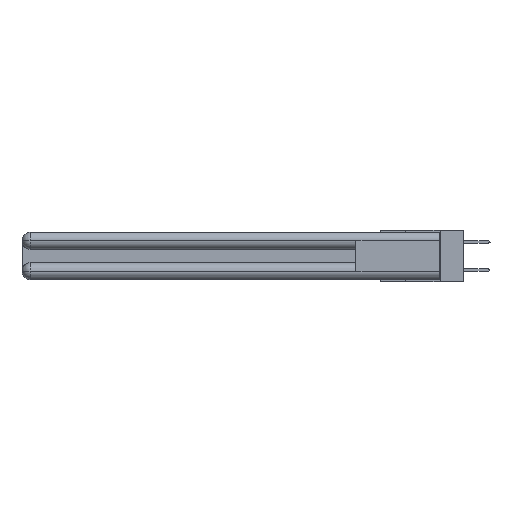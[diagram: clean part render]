
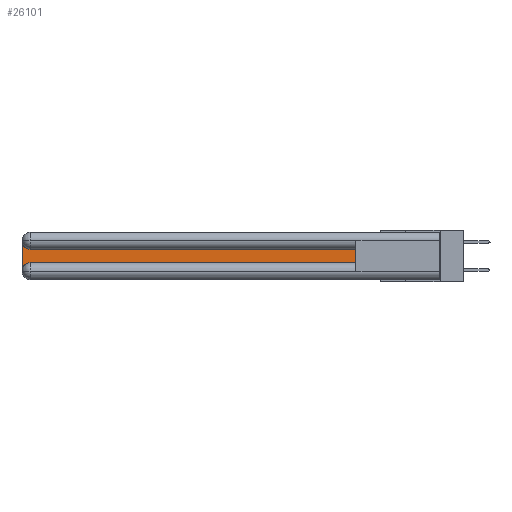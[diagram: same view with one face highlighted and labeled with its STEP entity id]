
A CAD part, left-side view. The second image highlights one B-rep face of the part: STEP entity #26101.
In plain terms, the highlighted planar face has unit normal (-1, 0, 0).
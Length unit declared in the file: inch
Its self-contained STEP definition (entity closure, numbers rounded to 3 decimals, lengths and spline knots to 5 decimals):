
#444 = LINE ( 'NONE', #17968, #28896 ) ;
#700 = VERTEX_POINT ( 'NONE', #29983 ) ;
#708 = VERTEX_POINT ( 'NONE', #3412 ) ;
#1371 = ORIENTED_EDGE ( 'NONE', *, *, #29235, .T. ) ;
#2036 = CARTESIAN_POINT ( 'NONE',  ( 0.075, 3., -0.2175 ) ) ;
#2167 = AXIS2_PLACEMENT_3D ( 'NONE', #9795, #19412, #9908 ) ;
#2712 = EDGE_CURVE ( 'NONE', #18605, #708, #444, .T. ) ;
#3412 = CARTESIAN_POINT ( 'NONE',  ( 0.075, 0.6, -0.1225 ) ) ;
#3456 = DIRECTION ( 'NONE',  ( 0., 1., 0. ) ) ;
#4249 = VECTOR ( 'NONE', #28883, 39.37008 ) ;
#4952 = ORIENTED_EDGE ( 'NONE', *, *, #19340, .T. ) ;
#5230 = CARTESIAN_POINT ( 'NONE',  ( 0.075, 0.6, -0.2175 ) ) ;
#5393 = CARTESIAN_POINT ( 'NONE',  ( 0.075, 2.94, -0.2775 ) ) ;
#5500 = ORIENTED_EDGE ( 'NONE', *, *, #2712, .T. ) ;
#5999 = DIRECTION ( 'NONE',  ( 0., 0., 1. ) ) ;
#6868 = DIRECTION ( 'NONE',  ( 0., 0., -1. ) ) ;
#6880 = VERTEX_POINT ( 'NONE', #12973 ) ;
#7237 = LINE ( 'NONE', #5230, #4249 ) ;
#8149 = ORIENTED_EDGE ( 'NONE', *, *, #23886, .T. ) ;
#8786 = DIRECTION ( 'NONE',  ( 1., 0., 0. ) ) ;
#8829 = AXIS2_PLACEMENT_3D ( 'NONE', #5393, #12636, #12950 ) ;
#9795 = CARTESIAN_POINT ( 'NONE',  ( 0.075, 3., -0.1225 ) ) ;
#9908 = DIRECTION ( 'NONE',  ( 0., 0., -1. ) ) ;
#11063 = VERTEX_POINT ( 'NONE', #24740 ) ;
#11216 = DIRECTION ( 'NONE',  ( 0., 0., -1. ) ) ;
#12636 = DIRECTION ( 'NONE',  ( 1., 0., 0. ) ) ;
#12686 = CIRCLE ( 'NONE', #8829, 0.06 ) ;
#12703 = EDGE_LOOP ( 'NONE', ( #8149, #12722, #4952, #1371, #24463, #5500 ) ) ;
#12722 = ORIENTED_EDGE ( 'NONE', *, *, #26633, .T. ) ;
#12950 = DIRECTION ( 'NONE',  ( 0., 0., -1. ) ) ;
#12973 = CARTESIAN_POINT ( 'NONE',  ( 0.075, 2.94, -0.1225 ) ) ;
#14088 = VERTEX_POINT ( 'NONE', #25211 ) ;
#16733 = LINE ( 'NONE', #17839, #27153 ) ;
#17839 = CARTESIAN_POINT ( 'NONE',  ( 0.075, 0.6, -0.1225 ) ) ;
#17968 = CARTESIAN_POINT ( 'NONE',  ( 0.075, 0.6, -0.2175 ) ) ;
#18605 = VERTEX_POINT ( 'NONE', #22971 ) ;
#19340 = EDGE_CURVE ( 'NONE', #11063, #14088, #27494, .T. ) ;
#19412 = DIRECTION ( 'NONE',  ( 1., 0., 0. ) ) ;
#19814 = EDGE_CURVE ( 'NONE', #700, #18605, #7237, .T. ) ;
#19953 = CIRCLE ( 'NONE', #24033, 0.06 ) ;
#22256 = FACE_OUTER_BOUND ( 'NONE', #12703, .T. ) ;
#22971 = CARTESIAN_POINT ( 'NONE',  ( 0.075, 0.6, -0.2175 ) ) ;
#22996 = VECTOR ( 'NONE', #6868, 39.37008 ) ;
#23886 = EDGE_CURVE ( 'NONE', #708, #6880, #16733, .T. ) ;
#24033 = AXIS2_PLACEMENT_3D ( 'NONE', #27704, #8786, #11216 ) ;
#24463 = ORIENTED_EDGE ( 'NONE', *, *, #19814, .T. ) ;
#24740 = CARTESIAN_POINT ( 'NONE',  ( 0.075, 3., -0.0625 ) ) ;
#25211 = CARTESIAN_POINT ( 'NONE',  ( 0.075, 3., -0.2775 ) ) ;
#26101 = ADVANCED_FACE ( 'NONE', ( #22256 ), #28423, .F. ) ;
#26633 = EDGE_CURVE ( 'NONE', #6880, #11063, #19953, .T. ) ;
#27153 = VECTOR ( 'NONE', #3456, 39.37008 ) ;
#27494 = LINE ( 'NONE', #2036, #22996 ) ;
#27704 = CARTESIAN_POINT ( 'NONE',  ( 0.075, 2.94, -0.0625 ) ) ;
#28423 = PLANE ( 'NONE',  #2167 ) ;
#28883 = DIRECTION ( 'NONE',  ( 0., -1., 0. ) ) ;
#28896 = VECTOR ( 'NONE', #5999, 39.37008 ) ;
#29235 = EDGE_CURVE ( 'NONE', #14088, #700, #12686, .T. ) ;
#29983 = CARTESIAN_POINT ( 'NONE',  ( 0.075, 2.94, -0.2175 ) ) ;
